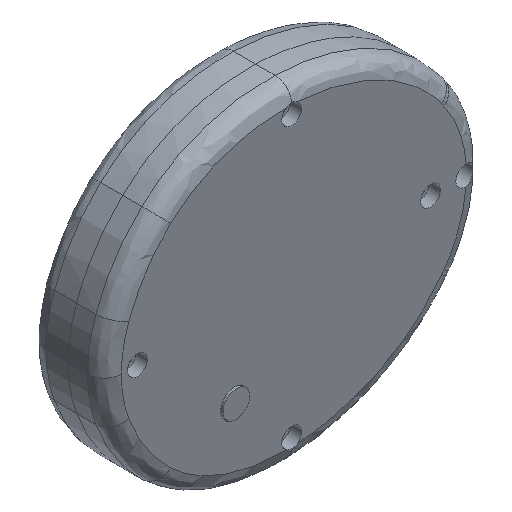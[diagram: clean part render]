
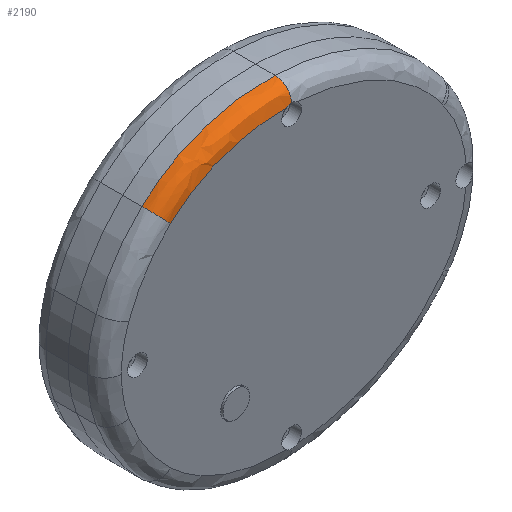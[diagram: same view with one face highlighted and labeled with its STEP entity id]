
A CAD part, isometric view. The second image highlights one B-rep face of the part: STEP entity #2190.
In plain terms, the highlighted free-form (B-spline) face has degree [3, 3] with [5, 9] control points.
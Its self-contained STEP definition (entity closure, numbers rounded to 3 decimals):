
#153=B_SPLINE_SURFACE_WITH_KNOTS('',3,3,((#4438,#4439,#4440,#4441,#4442,
#4443,#4444,#4445,#4446),(#4447,#4448,#4449,#4450,#4451,#4452,#4453,#4454,
#4455),(#4456,#4457,#4458,#4459,#4460,#4461,#4462,#4463,#4464),(#4465,#4466,
#4467,#4468,#4469,#4470,#4471,#4472,#4473),(#4474,#4475,#4476,#4477,#4478,
#4479,#4480,#4481,#4482)),.UNSPECIFIED.,.F.,.F.,.F.,(4,1,4),(4,1,1,1,1,
1,4),(0.,0.571,1.),(0.,0.167,0.334,
0.667,1.001,1.669,2.336),
 .UNSPECIFIED.);
#261=FACE_OUTER_BOUND('',#425,.T.);
#425=EDGE_LOOP('',(#1876,#1877,#1878,#1879,#1880));
#521=B_SPLINE_CURVE_WITH_KNOTS('',3,(#4266,#4267,#4268,#4269,#4270,#4271,
#4272,#4273,#4274,#4275,#4276,#4277,#4278,#4279,#4280,#4281,#4282,#4283,
#4284,#4285,#4286,#4287,#4288,#4289,#4290),.UNSPECIFIED.,.F.,.F.,(4,3,3,
3,3,3,3,3,4),(-0.103,-0.083,-0.08,
-0.061,-0.042,-0.036,-0.018,
-0.015,0.),.UNSPECIFIED.);
#527=B_SPLINE_CURVE_WITH_KNOTS('',3,(#4486,#4487,#4488,#4489,#4490,#4491,
#4492,#4493,#4494),.UNSPECIFIED.,.F.,.F.,(4,1,1,1,1,1,4),(0.,0.167,
0.334,0.667,1.001,1.669,2.336),
 .UNSPECIFIED.);
#528=B_SPLINE_CURVE_WITH_KNOTS('',3,(#4497,#4498,#4499,#4500,#4501,#4502,
#4503,#4504,#4505),.UNSPECIFIED.,.F.,.F.,(4,1,1,1,1,1,4),(-2.336,
-1.669,-1.001,-0.667,-0.334,
-0.167,-0.097),.UNSPECIFIED.);
#906=CIRCLE('',#2398,3.);
#907=CIRCLE('',#2399,3.);
#1071=VERTEX_POINT('',#4264);
#1072=VERTEX_POINT('',#4265);
#1082=VERTEX_POINT('',#4483);
#1083=VERTEX_POINT('',#4485);
#1084=VERTEX_POINT('',#4495);
#1346=EDGE_CURVE('',#1071,#1072,#521,.T.);
#1360=EDGE_CURVE('',#1082,#1072,#906,.T.);
#1361=EDGE_CURVE('',#1082,#1083,#527,.T.);
#1362=EDGE_CURVE('',#1084,#1083,#907,.T.);
#1363=EDGE_CURVE('',#1084,#1071,#528,.T.);
#1876=ORIENTED_EDGE('',*,*,#1346,.T.);
#1877=ORIENTED_EDGE('',*,*,#1360,.F.);
#1878=ORIENTED_EDGE('',*,*,#1361,.T.);
#1879=ORIENTED_EDGE('',*,*,#1362,.F.);
#1880=ORIENTED_EDGE('',*,*,#1363,.T.);
#2190=ADVANCED_FACE('',(#261),#153,.F.);
#2398=AXIS2_PLACEMENT_3D('',#4484,#2848,#2849);
#2399=AXIS2_PLACEMENT_3D('',#4496,#2850,#2851);
#2848=DIRECTION('center_axis',(1.,0.,-0.012));
#2849=DIRECTION('ref_axis',(0.012,0.,1.));
#2850=DIRECTION('center_axis',(-0.731,0.,-0.683));
#2851=DIRECTION('ref_axis',(0.,-1.,0.));
#4264=CARTESIAN_POINT('',(-0.955,-8.344,29.166));
#4265=CARTESIAN_POINT('',(0.018,-8.33,29.449));
#4266=CARTESIAN_POINT('Ctrl Pts',(-0.955,-8.344,
29.166));
#4267=CARTESIAN_POINT('Ctrl Pts',(-0.9,-8.344,
29.201));
#4268=CARTESIAN_POINT('Ctrl Pts',(-0.844,-8.343,
29.233));
#4269=CARTESIAN_POINT('Ctrl Pts',(-0.786,-8.342,
29.262));
#4270=CARTESIAN_POINT('Ctrl Pts',(-0.775,-8.342,
29.268));
#4271=CARTESIAN_POINT('Ctrl Pts',(-0.764,-8.342,29.274));
#4272=CARTESIAN_POINT('Ctrl Pts',(-0.752,-8.341,
29.279));
#4273=CARTESIAN_POINT('Ctrl Pts',(-0.695,-8.34,
29.306));
#4274=CARTESIAN_POINT('Ctrl Pts',(-0.637,-8.339,29.33));
#4275=CARTESIAN_POINT('Ctrl Pts',(-0.578,-8.338,29.351));
#4276=CARTESIAN_POINT('Ctrl Pts',(-0.52,-8.336,
29.371));
#4277=CARTESIAN_POINT('Ctrl Pts',(-0.461,-8.335,
29.389));
#4278=CARTESIAN_POINT('Ctrl Pts',(-0.4,-8.334,
29.403));
#4279=CARTESIAN_POINT('Ctrl Pts',(-0.381,-8.333,
29.407));
#4280=CARTESIAN_POINT('Ctrl Pts',(-0.362,-8.333,
29.412));
#4281=CARTESIAN_POINT('Ctrl Pts',(-0.343,-8.333,
29.415));
#4282=CARTESIAN_POINT('Ctrl Pts',(-0.284,-8.332,
29.427));
#4283=CARTESIAN_POINT('Ctrl Pts',(-0.226,-8.331,
29.436));
#4284=CARTESIAN_POINT('Ctrl Pts',(-0.166,-8.33,29.442));
#4285=CARTESIAN_POINT('Ctrl Pts',(-0.155,-8.33,
29.443));
#4286=CARTESIAN_POINT('Ctrl Pts',(-0.143,-8.33,
29.444));
#4287=CARTESIAN_POINT('Ctrl Pts',(-0.131,-8.33,
29.445));
#4288=CARTESIAN_POINT('Ctrl Pts',(-0.082,-8.329,
29.448));
#4289=CARTESIAN_POINT('Ctrl Pts',(-0.032,-8.329,
29.45));
#4290=CARTESIAN_POINT('Ctrl Pts',(0.018,-8.329,29.45));
#4438=CARTESIAN_POINT('Ctrl Pts',(0.049,-5.344,
32.159));
#4439=CARTESIAN_POINT('Ctrl Pts',(-0.507,-5.344,
32.165));
#4440=CARTESIAN_POINT('Ctrl Pts',(-1.696,-5.344,32.173));
#4441=CARTESIAN_POINT('Ctrl Pts',(-4.094,-5.344,32.088));
#4442=CARTESIAN_POINT('Ctrl Pts',(-7.114,-5.344,31.771));
#4443=CARTESIAN_POINT('Ctrl Pts',(-11.894,-5.344,30.764));
#4444=CARTESIAN_POINT('Ctrl Pts',(-17.675,-5.344,28.48));
#4445=CARTESIAN_POINT('Ctrl Pts',(-21.717,-5.344,25.535));
#4446=CARTESIAN_POINT('Ctrl Pts',(-23.519,-5.344,23.853));
#4447=CARTESIAN_POINT('Ctrl Pts',(0.049,-6.241,
32.159));
#4448=CARTESIAN_POINT('Ctrl Pts',(-0.507,-6.241,
32.165));
#4449=CARTESIAN_POINT('Ctrl Pts',(-1.696,-6.241,32.173));
#4450=CARTESIAN_POINT('Ctrl Pts',(-4.094,-6.241,32.088));
#4451=CARTESIAN_POINT('Ctrl Pts',(-7.114,-6.241,31.771));
#4452=CARTESIAN_POINT('Ctrl Pts',(-11.894,-6.241,30.764));
#4453=CARTESIAN_POINT('Ctrl Pts',(-17.675,-6.241,28.479));
#4454=CARTESIAN_POINT('Ctrl Pts',(-21.717,-6.241,25.536));
#4455=CARTESIAN_POINT('Ctrl Pts',(-23.519,-6.241,23.853));
#4456=CARTESIAN_POINT('Ctrl Pts',(0.041,-7.796,31.406));
#4457=CARTESIAN_POINT('Ctrl Pts',(-0.516,-7.796,31.413));
#4458=CARTESIAN_POINT('Ctrl Pts',(-1.685,-7.796,31.42));
#4459=CARTESIAN_POINT('Ctrl Pts',(-4.04,-7.796,31.337));
#4460=CARTESIAN_POINT('Ctrl Pts',(-6.997,-7.796,31.026));
#4461=CARTESIAN_POINT('Ctrl Pts',(-11.672,-7.796,30.04));
#4462=CARTESIAN_POINT('Ctrl Pts',(-17.309,-7.796,27.812));
#4463=CARTESIAN_POINT('Ctrl Pts',(-21.247,-7.796,24.944));
#4464=CARTESIAN_POINT('Ctrl Pts',(-23.005,-7.796,23.303));
#4465=CARTESIAN_POINT('Ctrl Pts',(0.022,-8.344,
29.832));
#4466=CARTESIAN_POINT('Ctrl Pts',(-0.534,-8.344,
29.839));
#4467=CARTESIAN_POINT('Ctrl Pts',(-1.664,-8.344,29.846));
#4468=CARTESIAN_POINT('Ctrl Pts',(-3.926,-8.344,29.766));
#4469=CARTESIAN_POINT('Ctrl Pts',(-6.753,-8.344,29.468));
#4470=CARTESIAN_POINT('Ctrl Pts',(-11.208,-8.344,28.529));
#4471=CARTESIAN_POINT('Ctrl Pts',(-16.545,-8.344,26.416));
#4472=CARTESIAN_POINT('Ctrl Pts',(-20.265,-8.344,23.707));
#4473=CARTESIAN_POINT('Ctrl Pts',(-21.93,-8.344,22.152));
#4474=CARTESIAN_POINT('Ctrl Pts',(0.014,-8.344,
29.159));
#4475=CARTESIAN_POINT('Ctrl Pts',(-0.542,-8.344,
29.166));
#4476=CARTESIAN_POINT('Ctrl Pts',(-1.654,-8.344,29.172));
#4477=CARTESIAN_POINT('Ctrl Pts',(-3.878,-8.344,29.094));
#4478=CARTESIAN_POINT('Ctrl Pts',(-6.649,-8.344,28.802));
#4479=CARTESIAN_POINT('Ctrl Pts',(-11.009,-8.344,27.882));
#4480=CARTESIAN_POINT('Ctrl Pts',(-16.218,-8.344,25.82));
#4481=CARTESIAN_POINT('Ctrl Pts',(-19.845,-8.344,23.179));
#4482=CARTESIAN_POINT('Ctrl Pts',(-21.471,-8.344,21.66));
#4483=CARTESIAN_POINT('',(0.049,-5.344,32.159));
#4484=CARTESIAN_POINT('Origin',(0.015,-5.344,29.159));
#4485=CARTESIAN_POINT('',(-23.519,-5.344,23.853));
#4486=CARTESIAN_POINT('Ctrl Pts',(0.049,-5.344,
32.159));
#4487=CARTESIAN_POINT('Ctrl Pts',(-0.507,-5.344,
32.165));
#4488=CARTESIAN_POINT('Ctrl Pts',(-1.696,-5.344,32.173));
#4489=CARTESIAN_POINT('Ctrl Pts',(-4.094,-5.344,32.088));
#4490=CARTESIAN_POINT('Ctrl Pts',(-7.114,-5.344,31.771));
#4491=CARTESIAN_POINT('Ctrl Pts',(-11.894,-5.344,30.764));
#4492=CARTESIAN_POINT('Ctrl Pts',(-17.675,-5.344,28.48));
#4493=CARTESIAN_POINT('Ctrl Pts',(-21.717,-5.344,25.535));
#4494=CARTESIAN_POINT('Ctrl Pts',(-23.519,-5.344,23.853));
#4495=CARTESIAN_POINT('',(-21.471,-8.344,21.66));
#4496=CARTESIAN_POINT('Origin',(-21.471,-5.344,21.66));
#4497=CARTESIAN_POINT('Ctrl Pts',(-21.471,-8.344,21.66));
#4498=CARTESIAN_POINT('Ctrl Pts',(-19.845,-8.344,23.179));
#4499=CARTESIAN_POINT('Ctrl Pts',(-16.218,-8.344,25.82));
#4500=CARTESIAN_POINT('Ctrl Pts',(-11.009,-8.344,27.882));
#4501=CARTESIAN_POINT('Ctrl Pts',(-6.649,-8.344,28.802));
#4502=CARTESIAN_POINT('Ctrl Pts',(-3.878,-8.344,29.094));
#4503=CARTESIAN_POINT('Ctrl Pts',(-1.977,-8.344,29.161));
#4504=CARTESIAN_POINT('Ctrl Pts',(-1.188,-8.344,29.166));
#4505=CARTESIAN_POINT('Ctrl Pts',(-0.955,-8.344,
29.166));
